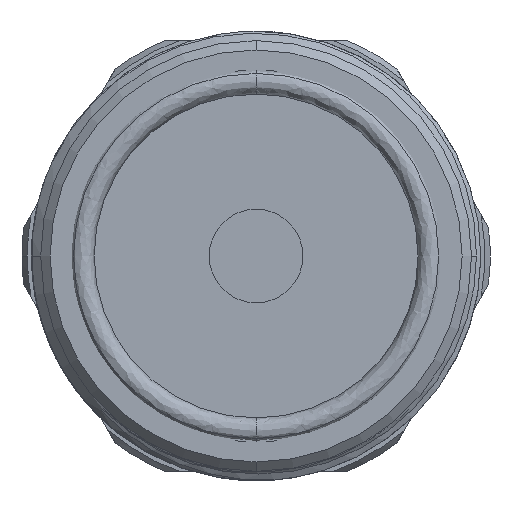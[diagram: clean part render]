
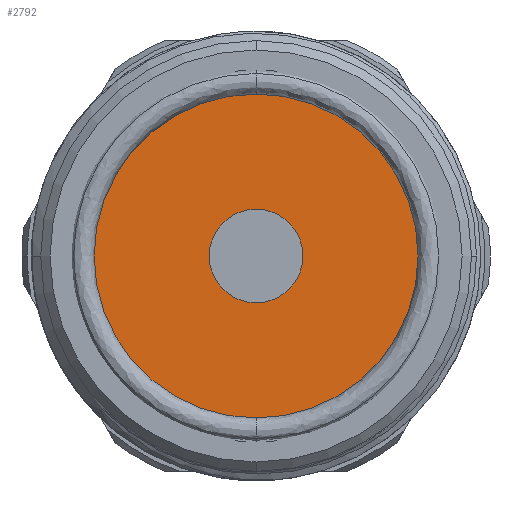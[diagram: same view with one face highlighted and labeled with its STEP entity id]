
A CAD part, front view. The second image highlights one B-rep face of the part: STEP entity #2792.
In plain terms, the highlighted planar face has unit normal (0, -1, 0).
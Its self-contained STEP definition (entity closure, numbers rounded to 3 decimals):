
#223 = DIRECTION ( 'NONE',  ( 0., 1., 0. ) ) ;
#306 = AXIS2_PLACEMENT_3D ( 'NONE', #7578, #2923, #8760 ) ;
#566 = CARTESIAN_POINT ( 'NONE',  ( 0., -31.5, 19.5 ) ) ;
#611 = DIRECTION ( 'NONE',  ( 0., -1., 0. ) ) ;
#805 = EDGE_LOOP ( 'NONE', ( #4555, #9644 ) ) ;
#888 = AXIS2_PLACEMENT_3D ( 'NONE', #4851, #223, #5622 ) ;
#892 = VERTEX_POINT ( 'NONE', #7483 ) ;
#1331 = CARTESIAN_POINT ( 'NONE',  ( 0., -31.5, -19.5 ) ) ;
#1768 = ORIENTED_EDGE ( 'NONE', *, *, #8192, .T. ) ;
#2215 = PLANE ( 'NONE',  #5841 ) ;
#2561 = EDGE_CURVE ( 'NONE', #2745, #8482, #6995, .T. ) ;
#2745 = VERTEX_POINT ( 'NONE', #566 ) ;
#2792 = ADVANCED_FACE ( 'NONE', ( #3580, #9550 ), #2215, .T. ) ;
#2923 = DIRECTION ( 'NONE',  ( 0., 1., 0. ) ) ;
#3296 = CIRCLE ( 'NONE', #9685, 19.5 ) ;
#3580 = FACE_BOUND ( 'NONE', #4436, .T. ) ;
#3771 = CARTESIAN_POINT ( 'NONE',  ( 0., -31.5, 0. ) ) ;
#4262 = CIRCLE ( 'NONE', #8913, 5. ) ;
#4295 = VERTEX_POINT ( 'NONE', #8398 ) ;
#4324 = DIRECTION ( 'NONE',  ( 0., 1., 0. ) ) ;
#4436 = EDGE_LOOP ( 'NONE', ( #7420, #1768 ) ) ;
#4518 = DIRECTION ( 'NONE',  ( 0., 0., -1. ) ) ;
#4555 = ORIENTED_EDGE ( 'NONE', *, *, #2561, .F. ) ;
#4851 = CARTESIAN_POINT ( 'NONE',  ( 0., -31.5, 0. ) ) ;
#5622 = DIRECTION ( 'NONE',  ( 0., 0., -1. ) ) ;
#5701 = CIRCLE ( 'NONE', #888, 5. ) ;
#5841 = AXIS2_PLACEMENT_3D ( 'NONE', #9967, #611, #6027 ) ;
#6027 = DIRECTION ( 'NONE',  ( 0., 0., -1. ) ) ;
#6995 = CIRCLE ( 'NONE', #306, 19.5 ) ;
#7420 = ORIENTED_EDGE ( 'NONE', *, *, #9155, .T. ) ;
#7483 = CARTESIAN_POINT ( 'NONE',  ( 0., -31.5, -5. ) ) ;
#7578 = CARTESIAN_POINT ( 'NONE',  ( 0., -31.5, 0. ) ) ;
#7766 = EDGE_CURVE ( 'NONE', #8482, #2745, #3296, .T. ) ;
#8192 = EDGE_CURVE ( 'NONE', #4295, #892, #5701, .T. ) ;
#8398 = CARTESIAN_POINT ( 'NONE',  ( 0., -31.5, 5. ) ) ;
#8482 = VERTEX_POINT ( 'NONE', #1331 ) ;
#8760 = DIRECTION ( 'NONE',  ( 0., 0., -1. ) ) ;
#8913 = AXIS2_PLACEMENT_3D ( 'NONE', #9043, #4324, #9807 ) ;
#9043 = CARTESIAN_POINT ( 'NONE',  ( 0., -31.5, 0. ) ) ;
#9155 = EDGE_CURVE ( 'NONE', #892, #4295, #4262, .T. ) ;
#9258 = DIRECTION ( 'NONE',  ( 0., 1., 0. ) ) ;
#9550 = FACE_OUTER_BOUND ( 'NONE', #805, .T. ) ;
#9644 = ORIENTED_EDGE ( 'NONE', *, *, #7766, .F. ) ;
#9685 = AXIS2_PLACEMENT_3D ( 'NONE', #3771, #9258, #4518 ) ;
#9807 = DIRECTION ( 'NONE',  ( 0., 0., -1. ) ) ;
#9967 = CARTESIAN_POINT ( 'NONE',  ( 0., -31.5, 0. ) ) ;
